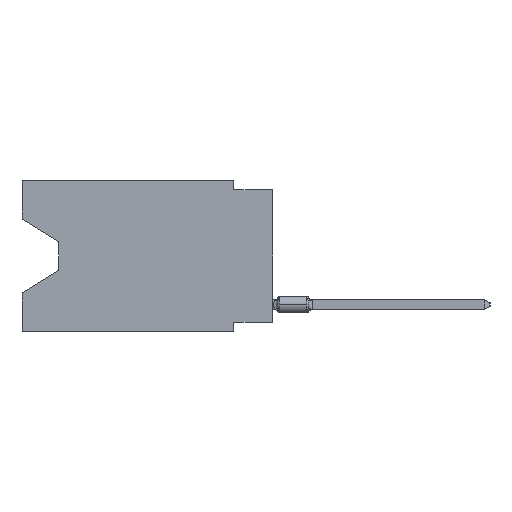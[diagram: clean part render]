
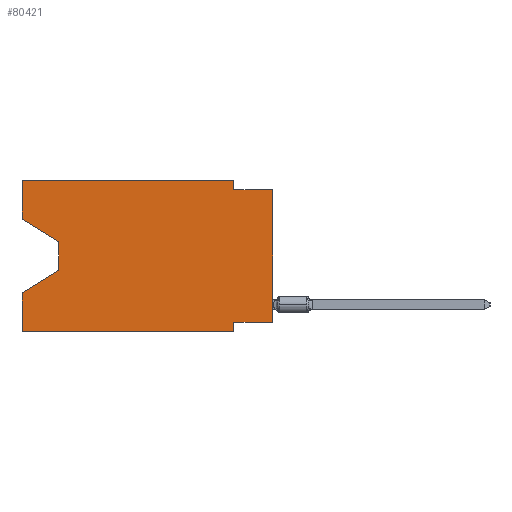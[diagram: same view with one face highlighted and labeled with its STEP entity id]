
A CAD part, left-side view. The second image highlights one B-rep face of the part: STEP entity #80421.
In plain terms, the highlighted planar face has unit normal (-1, 0, 0).
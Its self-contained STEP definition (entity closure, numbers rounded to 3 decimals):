
#190 = VERTEX_POINT ( 'NONE', #68462 ) ;
#1008 = ORIENTED_EDGE ( 'NONE', *, *, #75793, .F. ) ;
#1187 = VERTEX_POINT ( 'NONE', #21016 ) ;
#3061 = VECTOR ( 'NONE', #50809, 1000. ) ;
#3274 = ORIENTED_EDGE ( 'NONE', *, *, #72472, .F. ) ;
#4754 = CARTESIAN_POINT ( 'NONE',  ( 0., 16.383, 0. ) ) ;
#5674 = VECTOR ( 'NONE', #31924, 1000. ) ;
#5946 = CARTESIAN_POINT ( 'NONE',  ( 0., 13.97, -5.893 ) ) ;
#6268 = VERTEX_POINT ( 'NONE', #51570 ) ;
#7488 = CARTESIAN_POINT ( 'NONE',  ( 0., 2.54, 0. ) ) ;
#7581 = DIRECTION ( 'NONE',  ( 0., -0.855, -0.519 ) ) ;
#8779 = VECTOR ( 'NONE', #81322, 1000. ) ;
#9590 = VERTEX_POINT ( 'NONE', #18703 ) ;
#11609 = CARTESIAN_POINT ( 'NONE',  ( 0., 16.383, -9.906 ) ) ;
#12596 = ORIENTED_EDGE ( 'NONE', *, *, #21211, .F. ) ;
#13386 = AXIS2_PLACEMENT_3D ( 'NONE', #67909, #81709, #20677 ) ;
#13595 = LINE ( 'NONE', #60838, #8779 ) ;
#13862 = VECTOR ( 'NONE', #59911, 1000. ) ;
#14029 = VECTOR ( 'NONE', #73887, 1000. ) ;
#15477 = VECTOR ( 'NONE', #29560, 1000. ) ;
#16525 = VERTEX_POINT ( 'NONE', #32831 ) ;
#16660 = LINE ( 'NONE', #42512, #15477 ) ;
#16678 = VECTOR ( 'NONE', #43730, 1000. ) ;
#17938 = DIRECTION ( 'NONE',  ( 0., 0., 1. ) ) ;
#18066 = LINE ( 'NONE', #18940, #77495 ) ;
#18175 = ORIENTED_EDGE ( 'NONE', *, *, #58977, .T. ) ;
#18238 = EDGE_CURVE ( 'NONE', #53600, #190, #38794, .T. ) ;
#18703 = CARTESIAN_POINT ( 'NONE',  ( 0., 0., -0.635 ) ) ;
#18940 = CARTESIAN_POINT ( 'NONE',  ( 0., 2.54, -9.906 ) ) ;
#20677 = DIRECTION ( 'NONE',  ( 0., 0., -1. ) ) ;
#21016 = CARTESIAN_POINT ( 'NONE',  ( 0., 0., -9.271 ) ) ;
#21211 = EDGE_CURVE ( 'NONE', #6268, #63140, #56617, .T. ) ;
#22096 = VECTOR ( 'NONE', #47379, 1000. ) ;
#29560 = DIRECTION ( 'NONE',  ( 0., 1., 0. ) ) ;
#30788 = CARTESIAN_POINT ( 'NONE',  ( 0., 13.97, -4.013 ) ) ;
#31458 = EDGE_CURVE ( 'NONE', #16525, #46916, #35652, .T. ) ;
#31924 = DIRECTION ( 'NONE',  ( 0., 0., 1. ) ) ;
#32098 = ORIENTED_EDGE ( 'NONE', *, *, #66114, .T. ) ;
#32464 = CARTESIAN_POINT ( 'NONE',  ( 0., 0., 0. ) ) ;
#32831 = CARTESIAN_POINT ( 'NONE',  ( 0., 16.383, -9.906 ) ) ;
#35652 = LINE ( 'NONE', #4754, #5674 ) ;
#35721 = VERTEX_POINT ( 'NONE', #59787 ) ;
#38444 = VERTEX_POINT ( 'NONE', #57529 ) ;
#38526 = ORIENTED_EDGE ( 'NONE', *, *, #81478, .F. ) ;
#38785 = DIRECTION ( 'NONE',  ( 0., -1., 0. ) ) ;
#38794 = LINE ( 'NONE', #30788, #16678 ) ;
#40554 = ORIENTED_EDGE ( 'NONE', *, *, #31458, .F. ) ;
#40713 = CARTESIAN_POINT ( 'NONE',  ( 0., 0., -0.635 ) ) ;
#40718 = FACE_OUTER_BOUND ( 'NONE', #65657, .T. ) ;
#42512 = CARTESIAN_POINT ( 'NONE',  ( 0., 0., -9.271 ) ) ;
#43375 = VERTEX_POINT ( 'NONE', #79580 ) ;
#43730 = DIRECTION ( 'NONE',  ( 0., 0., -1. ) ) ;
#43991 = LINE ( 'NONE', #57801, #67383 ) ;
#44125 = CARTESIAN_POINT ( 'NONE',  ( 0., 16.383, 0. ) ) ;
#44629 = VERTEX_POINT ( 'NONE', #46617 ) ;
#46617 = CARTESIAN_POINT ( 'NONE',  ( 0., 2.54, -9.906 ) ) ;
#46723 = LINE ( 'NONE', #32464, #14029 ) ;
#46809 = VECTOR ( 'NONE', #38785, 1000. ) ;
#46916 = VERTEX_POINT ( 'NONE', #73909 ) ;
#47379 = DIRECTION ( 'NONE',  ( 0., 0.855, -0.519 ) ) ;
#47409 = PLANE ( 'NONE',  #13386 ) ;
#50809 = DIRECTION ( 'NONE',  ( 0., -1., 0. ) ) ;
#50920 = ORIENTED_EDGE ( 'NONE', *, *, #64122, .F. ) ;
#51570 = CARTESIAN_POINT ( 'NONE',  ( 0., 16.383, 0. ) ) ;
#51627 = CARTESIAN_POINT ( 'NONE',  ( 0., 13.97, -4.013 ) ) ;
#53600 = VERTEX_POINT ( 'NONE', #51627 ) ;
#56617 = LINE ( 'NONE', #44125, #3061 ) ;
#57423 = ORIENTED_EDGE ( 'NONE', *, *, #72818, .F. ) ;
#57529 = CARTESIAN_POINT ( 'NONE',  ( 0., 16.383, -2.546 ) ) ;
#57801 = CARTESIAN_POINT ( 'NONE',  ( 0., 16.383, -2.546 ) ) ;
#57977 = LINE ( 'NONE', #11609, #46809 ) ;
#58977 = EDGE_CURVE ( 'NONE', #1187, #9590, #46723, .T. ) ;
#59787 = CARTESIAN_POINT ( 'NONE',  ( 0., 2.54, -9.271 ) ) ;
#59911 = DIRECTION ( 'NONE',  ( 0., -1., 0. ) ) ;
#60838 = CARTESIAN_POINT ( 'NONE',  ( 0., 2.54, 0. ) ) ;
#63140 = VERTEX_POINT ( 'NONE', #7488 ) ;
#64122 = EDGE_CURVE ( 'NONE', #63140, #43375, #13595, .T. ) ;
#64884 = ORIENTED_EDGE ( 'NONE', *, *, #76359, .T. ) ;
#65657 = EDGE_LOOP ( 'NONE', ( #32098, #83873, #72128, #40554, #64884, #38526, #1008, #18175, #3274, #50920, #12596, #57423 ) ) ;
#66114 = EDGE_CURVE ( 'NONE', #38444, #53600, #43991, .T. ) ;
#67002 = LINE ( 'NONE', #5946, #22096 ) ;
#67383 = VECTOR ( 'NONE', #7581, 1000. ) ;
#67909 = CARTESIAN_POINT ( 'NONE',  ( 0., 16.383, 0. ) ) ;
#68118 = EDGE_CURVE ( 'NONE', #190, #46916, #67002, .T. ) ;
#68462 = CARTESIAN_POINT ( 'NONE',  ( 0., 13.97, -5.893 ) ) ;
#72128 = ORIENTED_EDGE ( 'NONE', *, *, #68118, .T. ) ;
#72402 = DIRECTION ( 'NONE',  ( 0., 0., -1. ) ) ;
#72472 = EDGE_CURVE ( 'NONE', #43375, #9590, #80829, .T. ) ;
#72818 = EDGE_CURVE ( 'NONE', #38444, #6268, #78092, .T. ) ;
#73887 = DIRECTION ( 'NONE',  ( 0., 0., 1. ) ) ;
#73909 = CARTESIAN_POINT ( 'NONE',  ( 0., 16.383, -7.36 ) ) ;
#75793 = EDGE_CURVE ( 'NONE', #1187, #35721, #16660, .T. ) ;
#76359 = EDGE_CURVE ( 'NONE', #16525, #44629, #57977, .T. ) ;
#77495 = VECTOR ( 'NONE', #72402, 1000. ) ;
#78092 = LINE ( 'NONE', #84337, #87907 ) ;
#79580 = CARTESIAN_POINT ( 'NONE',  ( 0., 2.54, -0.635 ) ) ;
#80421 = ADVANCED_FACE ( 'NONE', ( #40718 ), #47409, .F. ) ;
#80829 = LINE ( 'NONE', #40713, #13862 ) ;
#81322 = DIRECTION ( 'NONE',  ( 0., 0., -1. ) ) ;
#81478 = EDGE_CURVE ( 'NONE', #35721, #44629, #18066, .T. ) ;
#81709 = DIRECTION ( 'NONE',  ( 1., 0., 0. ) ) ;
#83873 = ORIENTED_EDGE ( 'NONE', *, *, #18238, .T. ) ;
#84337 = CARTESIAN_POINT ( 'NONE',  ( 0., 16.383, 0. ) ) ;
#87907 = VECTOR ( 'NONE', #17938, 1000. ) ;
